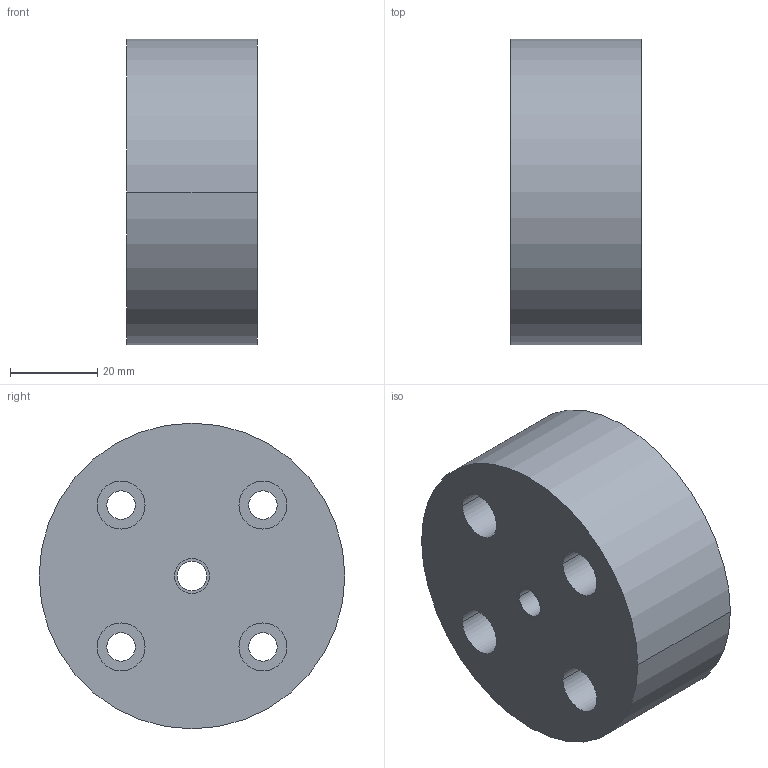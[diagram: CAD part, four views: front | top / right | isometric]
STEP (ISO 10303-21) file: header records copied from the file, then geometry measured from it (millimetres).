
FILE_DESCRIPTION((''),'2;1');
FILE_NAME('JC35TF-T162696','2021-01-06T16:09:46',('sa'),('捷昌驱动'),'CREO PARAMETRIC BY PTC INC, 2018100','CREO PARAMETRIC BY PTC INC, 2018100','');
FILE_SCHEMA(('CONFIG_CONTROL_DESIGN'));
Length unit declared in the file: millimetre
Products named in the file (1): JC35TF-T162696
Bounding box: 30 x 70 x 70 mm (x, y, z)
Volume: 44362.6 mm3; surface area: 32180.7 mm2
Topology: 1 solids, 2 shells, 157 faces, 384 edges, 238 vertices
Faces by surface type: cylinder 86, bspline 40, plane 19, torus 12
Entity records: 6498 total; most frequent: CARTESIAN_POINT 2942, ORIENTED_EDGE 764, DIRECTION 702, EDGE_CURVE 384, AXIS2_PLACEMENT_3D 296, VERTEX_POINT 238, CIRCLE 178, EDGE_LOOP 176
